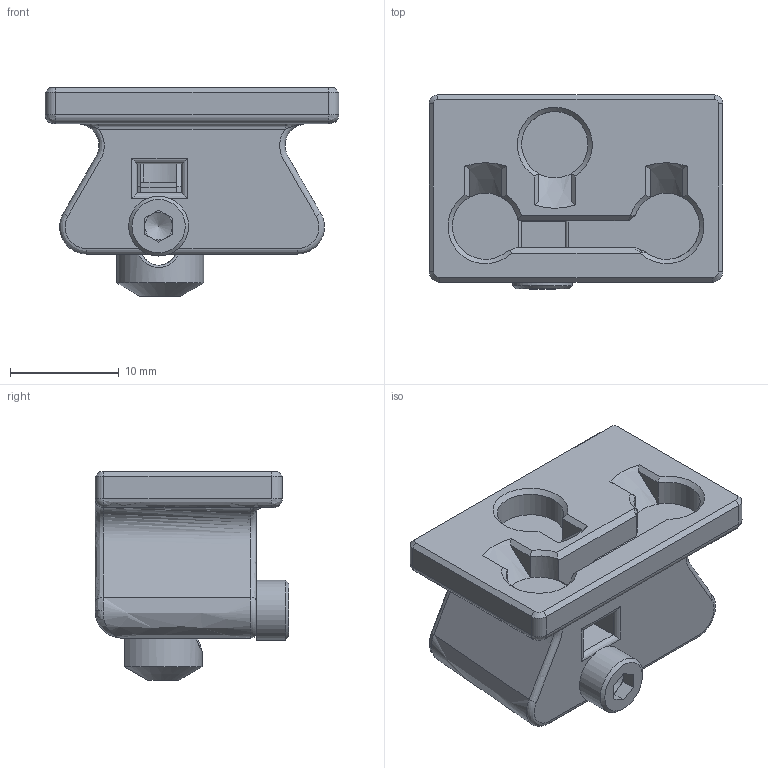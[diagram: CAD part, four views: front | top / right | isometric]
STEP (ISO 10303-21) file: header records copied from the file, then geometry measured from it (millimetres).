
FILE_DESCRIPTION(/* description */ (''),/* implementation_level */ '2;1');
FILE_NAME(/* name */ 'BFP_Unklicky_Probe_v2.step',/* time_stamp */ '2022-03-30T16:36:41-05:00',/* author */ (''),/* organization */ (''),/* preprocessor_version */ 'ST-DEVELOPER v18.1',/* originating_system */ 'Autodesk Translation Framework v10.13.0.1454',/* authorisation */ '');
FILE_SCHEMA (('AUTOMOTIVE_DESIGN { 1 0 10303 214 3 1 1 }'));
Length unit declared in the file: millimetre
Products named in the file (5): (Unsaved); Unklicky; BFP Unklicky; D pin; M3x16 SHCS
Assembly tree (4 placements, depth 3):
  (Unsaved)
    Unklicky
      BFP Unklicky
      D pin
    M3x16 SHCS
Bounding box: 27.03 x 17.82 x 19.18 mm (x, y, z)
Volume: 4139.9 mm3; surface area: 3459.9 mm2
Topology: 3 solids, 3 shells, 268 faces, 725 edges, 464 vertices
Faces by surface type: plane 126, bspline 74, cylinder 39, cone 20, torus 8, sphere 1
Full cylindrical faces by diameter (mm): 3 x3, 5.5 x1, 8.5 x1
Entity records: 13151 total; most frequent: CARTESIAN_POINT 6771, ORIENTED_EDGE 1444, DIRECTION 1085, EDGE_CURVE 722, VERTEX_POINT 464, LINE 373, VECTOR 373, AXIS2_PLACEMENT_3D 356
